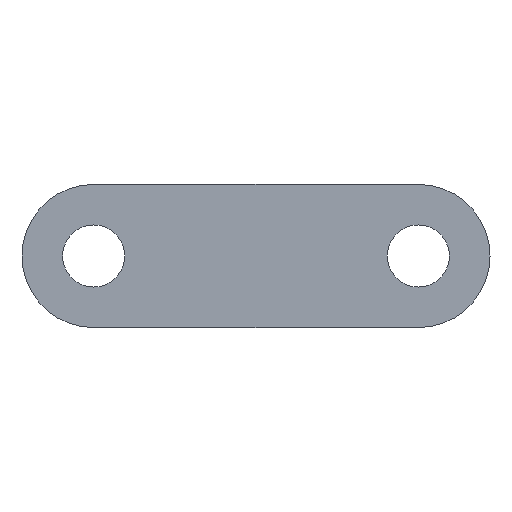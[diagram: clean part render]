
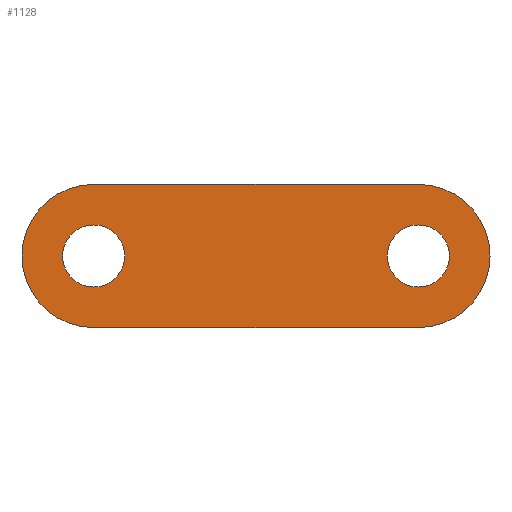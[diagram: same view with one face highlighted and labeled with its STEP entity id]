
A CAD part, front view. The second image highlights one B-rep face of the part: STEP entity #1128.
In plain terms, the highlighted planar face has unit normal (0, -1, 0).
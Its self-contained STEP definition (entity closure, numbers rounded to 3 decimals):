
#3 = AXIS2_PLACEMENT_3D ( 'NONE', #1041, #932, #995 ) ;
#6 = AXIS2_PLACEMENT_3D ( 'NONE', #986, #994, #980 ) ;
#8 = CIRCLE ( 'NONE', #3, 7.5 ) ;
#19 = VECTOR ( 'NONE', #1032, 1000. ) ;
#25 = CIRCLE ( 'NONE', #1188, 3.25 ) ;
#32 = CIRCLE ( 'NONE', #59, 7.5 ) ;
#34 = CIRCLE ( 'NONE', #44, 3.25 ) ;
#41 = CIRCLE ( 'NONE', #6, 7.5 ) ;
#44 = AXIS2_PLACEMENT_3D ( 'NONE', #997, #1001, #1043 ) ;
#52 = VECTOR ( 'NONE', #1019, 1000. ) ;
#59 = AXIS2_PLACEMENT_3D ( 'NONE', #964, #959, #1036 ) ;
#83 = DIRECTION ( 'NONE',  ( -1., 0., 0. ) ) ;
#87 = PLANE ( 'NONE',  #1248 ) ;
#110 = DIRECTION ( 'NONE',  ( 0., 1., 0. ) ) ;
#115 = CARTESIAN_POINT ( 'NONE',  ( -24.5, -10., 7.5 ) ) ;
#146 = CARTESIAN_POINT ( 'NONE',  ( 17., -10., -7.5 ) ) ;
#150 = CARTESIAN_POINT ( 'NONE',  ( -24.5, -10., 0. ) ) ;
#162 = CARTESIAN_POINT ( 'NONE',  ( -17., -10., -7.5 ) ) ;
#171 = CARTESIAN_POINT ( 'NONE',  ( -13.75, -10., 0. ) ) ;
#178 = CARTESIAN_POINT ( 'NONE',  ( 13.75, -10., 0. ) ) ;
#182 = CARTESIAN_POINT ( 'NONE',  ( -17., -10., 7.5 ) ) ;
#186 = CARTESIAN_POINT ( 'NONE',  ( -20.25, -10., 0. ) ) ;
#188 = CARTESIAN_POINT ( 'NONE',  ( 20.25, -10., 0. ) ) ;
#189 = CARTESIAN_POINT ( 'NONE',  ( 17., -10., 7.5 ) ) ;
#197 = CARTESIAN_POINT ( 'NONE',  ( 24.5, -10., 0. ) ) ;
#223 = VERTEX_POINT ( 'NONE', #182 ) ;
#224 = VERTEX_POINT ( 'NONE', #178 ) ;
#226 = VERTEX_POINT ( 'NONE', #171 ) ;
#232 = VERTEX_POINT ( 'NONE', #189 ) ;
#241 = VERTEX_POINT ( 'NONE', #197 ) ;
#245 = VERTEX_POINT ( 'NONE', #188 ) ;
#253 = VERTEX_POINT ( 'NONE', #186 ) ;
#255 = VERTEX_POINT ( 'NONE', #162 ) ;
#270 = VERTEX_POINT ( 'NONE', #146 ) ;
#291 = VERTEX_POINT ( 'NONE', #150 ) ;
#341 = EDGE_LOOP ( 'NONE', ( #473, #475 ) ) ;
#362 = EDGE_LOOP ( 'NONE', ( #472, #474 ) ) ;
#369 = EDGE_LOOP ( 'NONE', ( #489, #476, #487, #512, #427, #477 ) ) ;
#427 = ORIENTED_EDGE ( 'NONE', *, *, #867, .T. ) ;
#472 = ORIENTED_EDGE ( 'NONE', *, *, #910, .T. ) ;
#473 = ORIENTED_EDGE ( 'NONE', *, *, #873, .T. ) ;
#474 = ORIENTED_EDGE ( 'NONE', *, *, #1105, .T. ) ;
#475 = ORIENTED_EDGE ( 'NONE', *, *, #1067, .T. ) ;
#476 = ORIENTED_EDGE ( 'NONE', *, *, #1106, .T. ) ;
#477 = ORIENTED_EDGE ( 'NONE', *, *, #895, .F. ) ;
#487 = ORIENTED_EDGE ( 'NONE', *, *, #904, .T. ) ;
#489 = ORIENTED_EDGE ( 'NONE', *, *, #870, .T. ) ;
#512 = ORIENTED_EDGE ( 'NONE', *, *, #881, .T. ) ;
#565 = LINE ( 'NONE', #958, #19 ) ;
#567 = LINE ( 'NONE', #985, #52 ) ;
#663 = FACE_BOUND ( 'NONE', #362, .T. ) ;
#664 = FACE_BOUND ( 'NONE', #341, .T. ) ;
#665 = FACE_OUTER_BOUND ( 'NONE', #369, .T. ) ;
#768 = DIRECTION ( 'NONE',  ( 0., -1., 0. ) ) ;
#775 = DIRECTION ( 'NONE',  ( -1., 0., 0. ) ) ;
#780 = DIRECTION ( 'NONE',  ( 0., 1., 0. ) ) ;
#788 = CARTESIAN_POINT ( 'NONE',  ( -17., -10., 0. ) ) ;
#795 = DIRECTION ( 'NONE',  ( -1., 0., 0. ) ) ;
#848 = CARTESIAN_POINT ( 'NONE',  ( -17., -10., 0. ) ) ;
#867 = EDGE_CURVE ( 'NONE', #241, #232, #32, .T. ) ;
#870 = EDGE_CURVE ( 'NONE', #223, #291, #41, .T. ) ;
#873 = EDGE_CURVE ( 'NONE', #224, #245, #34, .T. ) ;
#881 = EDGE_CURVE ( 'NONE', #270, #241, #8, .T. ) ;
#895 = EDGE_CURVE ( 'NONE', #223, #232, #565, .T. ) ;
#904 = EDGE_CURVE ( 'NONE', #255, #270, #567, .T. ) ;
#910 = EDGE_CURVE ( 'NONE', #253, #226, #25, .T. ) ;
#931 = DIRECTION ( 'NONE',  ( 0., 1., 0. ) ) ;
#932 = DIRECTION ( 'NONE',  ( 0., -1., 0. ) ) ;
#954 = CARTESIAN_POINT ( 'NONE',  ( -17., -10., 0. ) ) ;
#958 = CARTESIAN_POINT ( 'NONE',  ( -24.5, -10., 7.5 ) ) ;
#959 = DIRECTION ( 'NONE',  ( 0., -1., 0. ) ) ;
#964 = CARTESIAN_POINT ( 'NONE',  ( 17., -10., 0. ) ) ;
#980 = DIRECTION ( 'NONE',  ( -1., 0., 0. ) ) ;
#985 = CARTESIAN_POINT ( 'NONE',  ( -24.5, -10., -7.5 ) ) ;
#986 = CARTESIAN_POINT ( 'NONE',  ( -17., -10., 0. ) ) ;
#991 = DIRECTION ( 'NONE',  ( -1., 0., 0. ) ) ;
#994 = DIRECTION ( 'NONE',  ( 0., -1., 0. ) ) ;
#995 = DIRECTION ( 'NONE',  ( -1., 0., 0. ) ) ;
#997 = CARTESIAN_POINT ( 'NONE',  ( 17., -10., 0. ) ) ;
#1001 = DIRECTION ( 'NONE',  ( 0., 1., 0. ) ) ;
#1019 = DIRECTION ( 'NONE',  ( 1., 0., 0. ) ) ;
#1032 = DIRECTION ( 'NONE',  ( 1., 0., 0. ) ) ;
#1036 = DIRECTION ( 'NONE',  ( -1., 0., 0. ) ) ;
#1041 = CARTESIAN_POINT ( 'NONE',  ( 17., -10., 0. ) ) ;
#1043 = DIRECTION ( 'NONE',  ( -1., 0., 0. ) ) ;
#1067 = EDGE_CURVE ( 'NONE', #245, #224, #1217, .T. ) ;
#1105 = EDGE_CURVE ( 'NONE', #226, #253, #1237, .T. ) ;
#1106 = EDGE_CURVE ( 'NONE', #291, #255, #1293, .T. ) ;
#1128 = ADVANCED_FACE ( 'NONE', ( #663, #664, #665 ), #87, .F. ) ;
#1188 = AXIS2_PLACEMENT_3D ( 'NONE', #954, #931, #991 ) ;
#1217 = CIRCLE ( 'NONE', #1224, 3.25 ) ;
#1224 = AXIS2_PLACEMENT_3D ( 'NONE', #1330, #1308, #1309 ) ;
#1237 = CIRCLE ( 'NONE', #1249, 3.25 ) ;
#1248 = AXIS2_PLACEMENT_3D ( 'NONE', #115, #110, #83 ) ;
#1249 = AXIS2_PLACEMENT_3D ( 'NONE', #848, #780, #775 ) ;
#1288 = AXIS2_PLACEMENT_3D ( 'NONE', #788, #768, #795 ) ;
#1293 = CIRCLE ( 'NONE', #1288, 7.5 ) ;
#1308 = DIRECTION ( 'NONE',  ( 0., 1., 0. ) ) ;
#1309 = DIRECTION ( 'NONE',  ( -1., 0., 0. ) ) ;
#1330 = CARTESIAN_POINT ( 'NONE',  ( 17., -10., 0. ) ) ;
